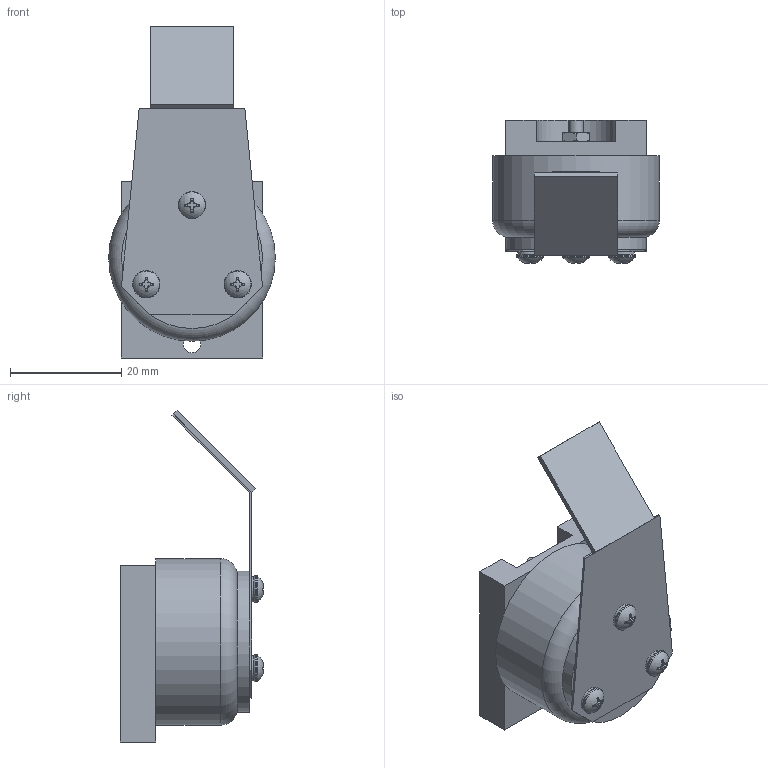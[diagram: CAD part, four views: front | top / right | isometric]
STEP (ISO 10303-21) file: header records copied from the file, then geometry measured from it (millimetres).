
FILE_DESCRIPTION(/* description */ ('STEP AP242','CAx-IF Rec.Pracs.---Representation and Presentation of Product Manufacturing Information (PMI)---4.0---2014-10-13','CAx-IF Rec.Pracs.---3D Tessellated Geometry---0.4---2014-09-14','2;1'),/* implementation_level */ '2;1');
FILE_NAME(/* name */ '652dff94c7174669e347efd6',/* time_stamp */ '2023-10-17T03:29:24Z',/* author */ (''),/* organization */ (''),/* preprocessor_version */ 'ST-DEVELOPER v19.4',/* originating_system */ ' ',/* authorisation */ ' ');
FILE_SCHEMA (('AP242_MANAGED_MODEL_BASED_3D_ENGINEERING_MIM_LF { 1 0 10303 442 1 1 4 }'));
Length unit declared in the file: metre
Products named in the file (10): SH10-M-DM; rotor; 91772A089_Passivated 18-8 Stainless Steel Pan Head Phillips Screw; 90480A004_Low-Strength Steel Hex Nut; blade-bottom; 90945A707_18-8 Stainless Steel Mil. Spec. Washer; plate; blade-top; mirror; mount
Assembly tree (14 placements, depth 2):
  SH10-M-DM
    rotor
    91772A089_Passivated 18-8 Stainless Steel Pan Head Phillips Screw  x3
    90480A004_Low-Strength Steel Hex Nut  x2
    blade-bottom
    90945A707_18-8 Stainless Steel Mil. Spec. Washer  x3
    plate
    blade-top
    mirror
    mount
Bounding box: 30 x 25.82 x 59.8 mm (x, y, z)
Volume: 15815.4 mm3; surface area: 10063.9 mm2
Topology: 14 solids, 14 shells, 311 faces, 844 edges, 576 vertices
Faces by surface type: plane 123, cylinder 90, cone 63, bspline 22, torus 10, sphere 3
Full cylindrical faces by diameter (mm): 2 x3, 2.54 x2, 2.591 x3, 2.667 x5, 2.705 x4, 2.896 x3, 3.175 x1, 4.572 x3, 4.902 x3, 12.7 x1, 14 x1, 25.41 x1, 30 x1
Entity records: 5718 total; most frequent: CARTESIAN_POINT 1995, ORIENTED_EDGE 698, DIRECTION 692, EDGE_CURVE 349, AXIS2_PLACEMENT_3D 288, VERTEX_POINT 258, FACE_BOUND 221, EDGE_LOOP 219
